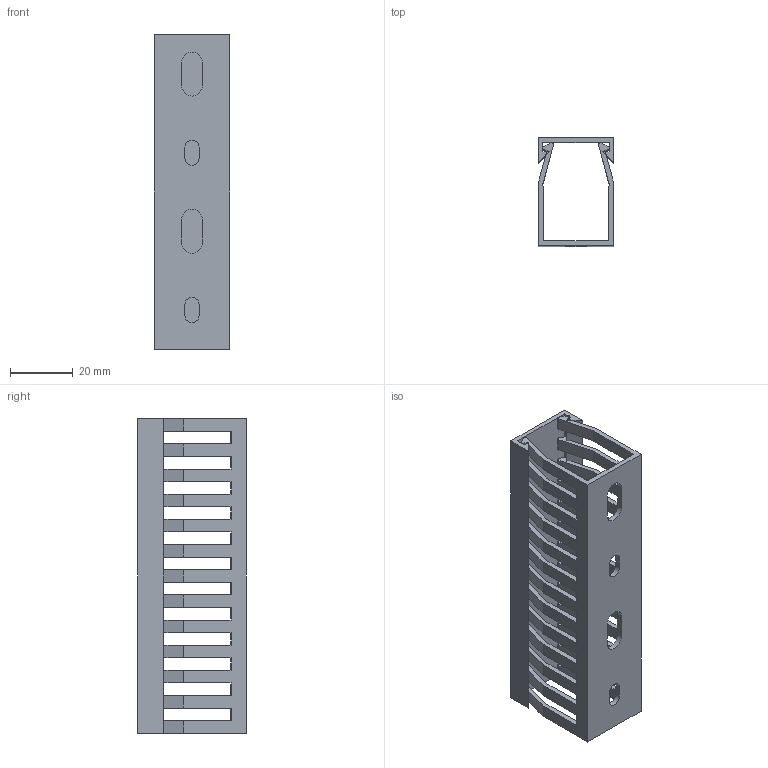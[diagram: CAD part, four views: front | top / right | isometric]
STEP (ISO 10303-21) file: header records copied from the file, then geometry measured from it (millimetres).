
FILE_DESCRIPTION((''),'2;1');
FILE_NAME('PROXY_LKG370250_ASM','2022-04-07T09:45:48',('mengess'),(''),'CREO PARAMETRIC BY PTC INC, 2021304','CREO PARAMETRIC BY PTC INC, 2021304','');
FILE_SCHEMA(('AUTOMOTIVE_DESIGN { 1 0 10303 214 1 1 1 1 }'));
Length unit declared in the file: millimetre
Products named in the file (3): PROXY_M01386; PROXY_M01450; PROXY_LKG370250_ASM
Assembly tree (2 placements, depth 2):
  PROXY_LKG370250_ASM
    PROXY_M01386
    PROXY_M01450
Bounding box: 24 x 34.5 x 100 mm (x, y, z)
Volume: 15307.2 mm3; surface area: 22949 mm2
Topology: 2 solids, 2 shells, 312 faces, 924 edges, 616 vertices
Faces by surface type: plane 228, cylinder 84
Entity records: 13187 total; most frequent: CARTESIAN_POINT 2176, DIRECTION 1930, ORIENTED_EDGE 1848, EDGE_CURVE 924, VECTOR 881, LINE 881, VERTEX_POINT 616, AXIS2_PLACEMENT_3D 508
